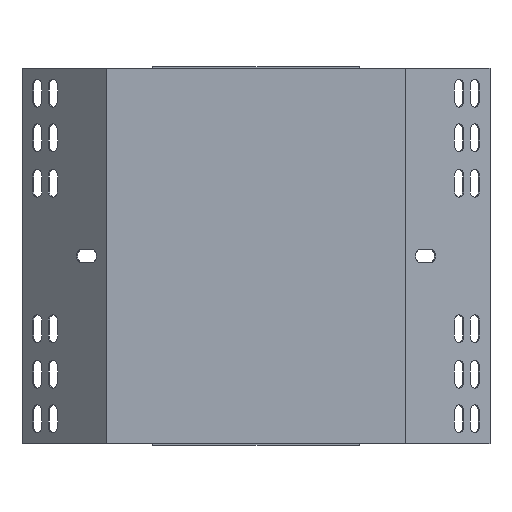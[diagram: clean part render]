
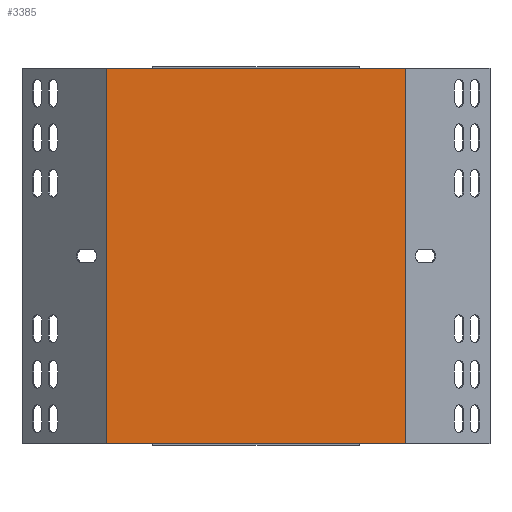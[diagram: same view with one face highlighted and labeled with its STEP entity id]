
A CAD part, front view. The second image highlights one B-rep face of the part: STEP entity #3385.
In plain terms, the highlighted planar face has unit normal (0, -1, 0).
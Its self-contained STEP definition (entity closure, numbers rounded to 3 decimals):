
#595 = ORIENTED_EDGE ( 'NONE', *, *, #6881, .T. ) ;
#600 = VERTEX_POINT ( 'NONE', #3249 ) ;
#738 = EDGE_CURVE ( 'NONE', #1069, #884, #1325, .T. ) ;
#884 = VERTEX_POINT ( 'NONE', #2879 ) ;
#1069 = VERTEX_POINT ( 'NONE', #5474 ) ;
#1198 = CARTESIAN_POINT ( 'NONE',  ( -102.318, -23.927, 75. ) ) ;
#1250 = DIRECTION ( 'NONE',  ( 0., 0., 1. ) ) ;
#1325 = LINE ( 'NONE', #6047, #2212 ) ;
#1554 = LINE ( 'NONE', #3834, #2776 ) ;
#1742 = VECTOR ( 'NONE', #4970, 1000. ) ;
#2078 = FACE_OUTER_BOUND ( 'NONE', #2349, .T. ) ;
#2212 = VECTOR ( 'NONE', #5930, 1000. ) ;
#2349 = EDGE_LOOP ( 'NONE', ( #595, #4719, #6241, #3522 ) ) ;
#2747 = DIRECTION ( 'NONE',  ( 0., 0., 1. ) ) ;
#2776 = VECTOR ( 'NONE', #1250, 1000. ) ;
#2879 = CARTESIAN_POINT ( 'NONE',  ( -102.649, -23.927, 75.8 ) ) ;
#2932 = LINE ( 'NONE', #4332, #1742 ) ;
#3249 = CARTESIAN_POINT ( 'NONE',  ( 58.413, -23.927, -125.8 ) ) ;
#3385 = ADVANCED_FACE ( 'NONE', ( #2078 ), #3767, .F. ) ;
#3405 = CARTESIAN_POINT ( 'NONE',  ( 58.413, -23.927, 75.8 ) ) ;
#3522 = ORIENTED_EDGE ( 'NONE', *, *, #738, .F. ) ;
#3664 = VECTOR ( 'NONE', #5269, 1000. ) ;
#3767 = PLANE ( 'NONE',  #5457 ) ;
#3829 = LINE ( 'NONE', #5244, #3664 ) ;
#3834 = CARTESIAN_POINT ( 'NONE',  ( 58.413, -23.927, -125.612 ) ) ;
#4332 = CARTESIAN_POINT ( 'NONE',  ( -103.553, -23.927, 75.8 ) ) ;
#4636 = EDGE_CURVE ( 'NONE', #884, #6734, #2932, .T. ) ;
#4719 = ORIENTED_EDGE ( 'NONE', *, *, #5194, .T. ) ;
#4970 = DIRECTION ( 'NONE',  ( 1., 0., 0. ) ) ;
#5194 = EDGE_CURVE ( 'NONE', #600, #6734, #1554, .T. ) ;
#5244 = CARTESIAN_POINT ( 'NONE',  ( -103.553, -23.927, -125.8 ) ) ;
#5269 = DIRECTION ( 'NONE',  ( 1., 0., 0. ) ) ;
#5457 = AXIS2_PLACEMENT_3D ( 'NONE', #1198, #5953, #2747 ) ;
#5474 = CARTESIAN_POINT ( 'NONE',  ( -102.649, -23.927, -125.8 ) ) ;
#5930 = DIRECTION ( 'NONE',  ( 0., 0., 1. ) ) ;
#5953 = DIRECTION ( 'NONE',  ( 0., 1., 0. ) ) ;
#6047 = CARTESIAN_POINT ( 'NONE',  ( -102.649, -23.927, -125.612 ) ) ;
#6241 = ORIENTED_EDGE ( 'NONE', *, *, #4636, .F. ) ;
#6734 = VERTEX_POINT ( 'NONE', #3405 ) ;
#6881 = EDGE_CURVE ( 'NONE', #1069, #600, #3829, .T. ) ;
